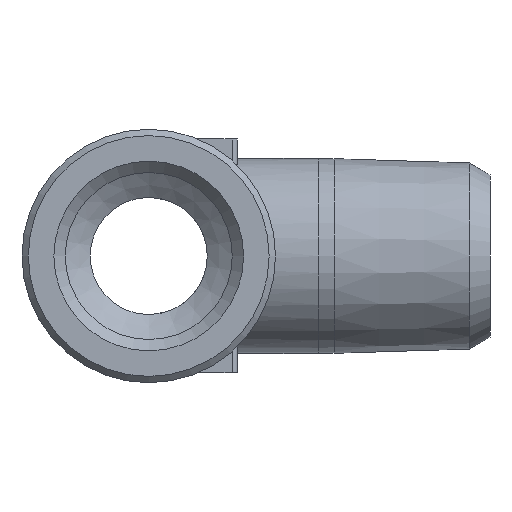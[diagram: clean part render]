
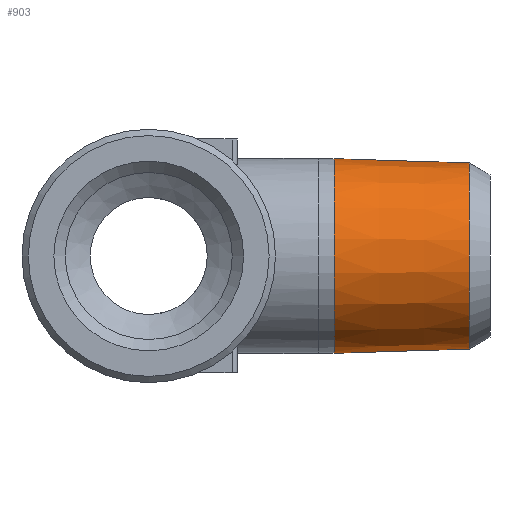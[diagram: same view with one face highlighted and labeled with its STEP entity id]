
A CAD part, left-side view. The second image highlights one B-rep face of the part: STEP entity #903.
In plain terms, the highlighted conical face has half-angle 1.788 degrees and reference radius 4.772 mm.
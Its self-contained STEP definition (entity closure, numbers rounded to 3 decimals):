
#25=CONICAL_SURFACE('',#1000,4.772,0.031);
#195=CIRCLE('',#999,4.772);
#196=CIRCLE('',#1001,4.989);
#284=ORIENTED_EDGE('',*,*,#523,.F.);
#285=ORIENTED_EDGE('',*,*,#522,.T.);
#522=EDGE_CURVE('',#645,#645,#195,.T.);
#523=EDGE_CURVE('',#646,#646,#196,.T.);
#645=VERTEX_POINT('',#1530);
#646=VERTEX_POINT('',#1533);
#729=EDGE_LOOP('',(#284));
#730=EDGE_LOOP('',(#285));
#811=FACE_BOUND('',#729,.T.);
#812=FACE_BOUND('',#730,.T.);
#903=ADVANCED_FACE('',(#811,#812),#25,.T.);
#999=AXIS2_PLACEMENT_3D('',#1529,#1157,#1158);
#1000=AXIS2_PLACEMENT_3D('',#1531,#1159,#1160);
#1001=AXIS2_PLACEMENT_3D('',#1532,#1161,#1162);
#1157=DIRECTION('',(0.,1.,0.));
#1158=DIRECTION('',(0.,0.,1.));
#1159=DIRECTION('',(0.,1.,0.));
#1160=DIRECTION('',(0.,0.,1.));
#1161=DIRECTION('',(0.,1.,0.));
#1162=DIRECTION('',(0.,0.,1.));
#1529=CARTESIAN_POINT('',(0.,-16.436,0.));
#1530=CARTESIAN_POINT('',(0.,-16.436,4.772));
#1531=CARTESIAN_POINT('',(0.,-16.436,0.));
#1532=CARTESIAN_POINT('',(0.,-9.5,0.));
#1533=CARTESIAN_POINT('',(0.,-9.5,4.989));
